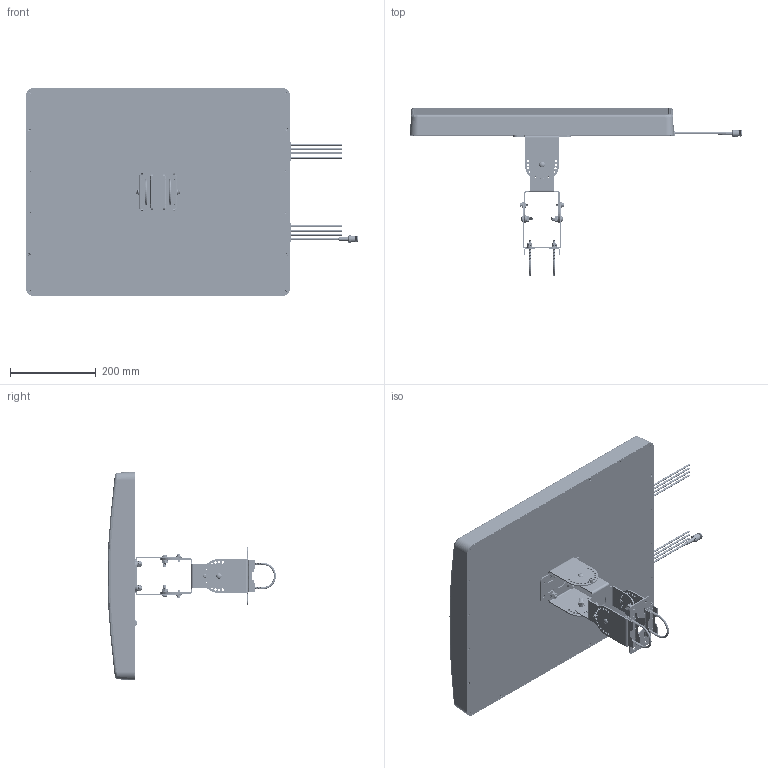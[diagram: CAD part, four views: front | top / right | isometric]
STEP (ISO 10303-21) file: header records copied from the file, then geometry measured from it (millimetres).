
FILE_DESCRIPTION (( 'STEP AP214' ), '1' );
FILE_NAME ('FMANFP1045_3D.step', '2023-02-23T00:54:06', ( '' ), ( '' ), 'SwSTEP 2.0', 'SolidWorks 2022', '' );
FILE_SCHEMA (( 'AUTOMOTIVE_DESIGN' ));
Length unit declared in the file: inch
Products named in the file (25): DIBAN.stp; RM8X25-F.stp; DIANPIAN_5.stp; KA3X10.stp; TANJIE_8.stp; LCANFP1043_WX8PB12011A-1.stp; TIANXIANZHAO.stp; PE44532; FMANFP1045_3D; DIANLAN-88S.stp; TANJIE_5.stp; TANJIE_6.stp; ERT_ASM.stp; BB.stp; DIANPIAN_8.stp; LUOMU_M8.stp; AA.stp; DIANPIAN_6.stp; CA-LMR-200_1_1" Long; HUTAO.stp; M5_YAMAOLUOMU.stp; JM_TA_02.stp; LUOMU_M6.stp; CM5X15.stp; JM_TA_03.stp
Assembly tree (102 placements, depth 4):
  FMANFP1045_3D
    LCANFP1043_WX8PB12011A-1.stp
      ERT_ASM.stp
        AA.stp  x2
        BB.stp
        M5_YAMAOLUOMU.stp  x12
        DIANPIAN_5.stp  x4
        TANJIE_5.stp  x4
        CM5X15.stp  x4
        RM8X25-F.stp  x4
        DIANPIAN_8.stp  x4
        TANJIE_8.stp  x4
        LUOMU_M8.stp  x4
        JM_TA_03.stp  x2
        JM_TA_02.stp  x2
        DIANPIAN_6.stp  x4
        TANJIE_6.stp  x4
        LUOMU_M6.stp  x4
      DIBAN.stp
      TIANXIANZHAO.stp
      DIANPIAN_8.stp  x4
      TANJIE_8.stp  x4
      LUOMU_M8.stp  x4
      HUTAO.stp  x2
      DIANLAN-88S.stp
      KA3X10.stp  x22
    PE44532
    CA-LMR-200_1_1" Long
Bounding box: 774.82 x 392.15 x 486 mm (x, y, z)
Volume: 2145362.9 mm3; surface area: 1943896.6 mm2
Topology: 108 solids, 108 shells, 6296 faces, 17104 edges, 11067 vertices
Faces by surface type: cylinder 2397, plane 2037, bspline 874, cone 744, torus 236, sphere 8
Entity records: 131084 total; most frequent: CARTESIAN_POINT 62712, ORIENTED_EDGE 15374, DIRECTION 12308, EDGE_CURVE 7687, VERTEX_POINT 4954, AXIS2_PLACEMENT_3D 4479, VECTOR 3350, LINE 3350
